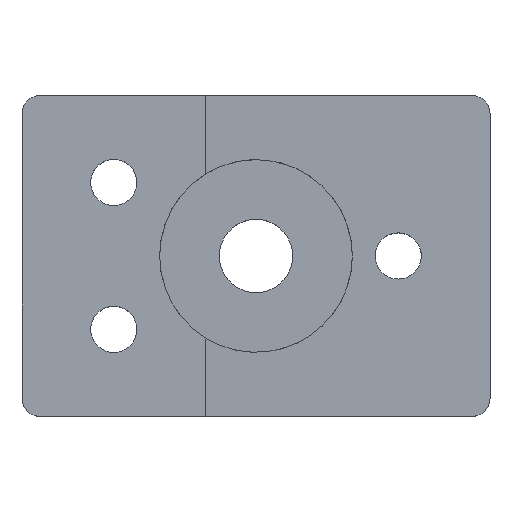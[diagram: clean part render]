
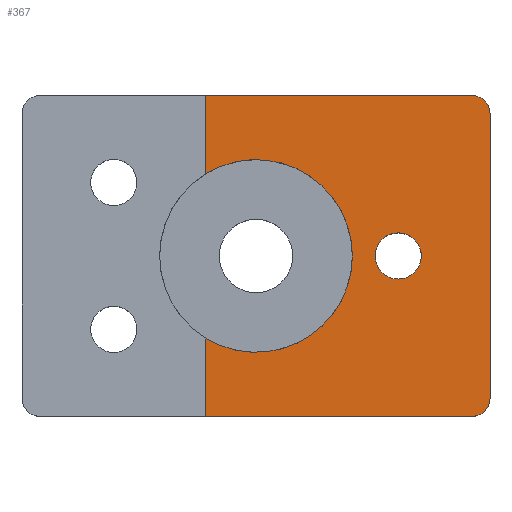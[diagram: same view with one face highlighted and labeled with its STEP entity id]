
A CAD part, top view. The second image highlights one B-rep face of the part: STEP entity #367.
In plain terms, the highlighted planar face has unit normal (0, 0, 1).
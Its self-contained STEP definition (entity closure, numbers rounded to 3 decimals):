
#18=FACE_BOUND('',#66,.T.);
#27=PLANE('',#414);
#43=FACE_OUTER_BOUND('',#65,.T.);
#65=EDGE_LOOP('',(#296,#297,#298,#299,#300,#301,#302,#303,#304));
#66=EDGE_LOOP('',(#305));
#92=LINE('',#588,#123);
#99=LINE('',#612,#130);
#100=LINE('',#614,#131);
#101=LINE('',#618,#132);
#102=LINE('',#620,#133);
#123=VECTOR('',#476,10.);
#130=VECTOR('',#501,10.);
#131=VECTOR('',#502,10.);
#132=VECTOR('',#505,10.);
#133=VECTOR('',#508,10.);
#150=CIRCLE('',#407,10.5);
#151=CIRCLE('',#408,10.5);
#155=CIRCLE('',#415,2.);
#156=CIRCLE('',#416,2.);
#157=CIRCLE('',#417,2.518);
#177=VERTEX_POINT('',#585);
#178=VERTEX_POINT('',#587);
#180=VERTEX_POINT('',#593);
#181=VERTEX_POINT('',#594);
#182=VERTEX_POINT('',#597);
#186=VERTEX_POINT('',#611);
#187=VERTEX_POINT('',#613);
#188=VERTEX_POINT('',#615);
#189=VERTEX_POINT('',#617);
#190=VERTEX_POINT('',#621);
#217=EDGE_CURVE('',#178,#177,#92,.T.);
#220=EDGE_CURVE('',#180,#181,#150,.T.);
#223=EDGE_CURVE('',#181,#182,#151,.T.);
#229=EDGE_CURVE('',#186,#182,#99,.T.);
#230=EDGE_CURVE('',#186,#187,#100,.T.);
#231=EDGE_CURVE('',#188,#187,#155,.T.);
#232=EDGE_CURVE('',#189,#188,#101,.T.);
#233=EDGE_CURVE('',#178,#189,#156,.T.);
#234=EDGE_CURVE('',#180,#177,#102,.T.);
#235=EDGE_CURVE('',#190,#190,#157,.F.);
#296=ORIENTED_EDGE('',*,*,#220,.T.);
#297=ORIENTED_EDGE('',*,*,#223,.T.);
#298=ORIENTED_EDGE('',*,*,#229,.F.);
#299=ORIENTED_EDGE('',*,*,#230,.T.);
#300=ORIENTED_EDGE('',*,*,#231,.F.);
#301=ORIENTED_EDGE('',*,*,#232,.F.);
#302=ORIENTED_EDGE('',*,*,#233,.F.);
#303=ORIENTED_EDGE('',*,*,#217,.T.);
#304=ORIENTED_EDGE('',*,*,#234,.F.);
#305=ORIENTED_EDGE('',*,*,#235,.T.);
#367=ADVANCED_FACE('',(#43,#18),#27,.F.);
#407=AXIS2_PLACEMENT_3D('',#595,#481,#482);
#408=AXIS2_PLACEMENT_3D('',#599,#485,#486);
#414=AXIS2_PLACEMENT_3D('',#610,#499,#500);
#415=AXIS2_PLACEMENT_3D('',#616,#503,#504);
#416=AXIS2_PLACEMENT_3D('',#619,#506,#507);
#417=AXIS2_PLACEMENT_3D('',#622,#509,#510);
#476=DIRECTION('',(-1.,0.,0.));
#481=DIRECTION('center_axis',(0.,0.,-1.));
#482=DIRECTION('ref_axis',(-1.,0.,0.));
#485=DIRECTION('center_axis',(0.,0.,-1.));
#486=DIRECTION('ref_axis',(-1.,0.,0.));
#499=DIRECTION('center_axis',(0.,0.,-1.));
#500=DIRECTION('ref_axis',(-1.,0.,0.));
#501=DIRECTION('',(0.,1.,0.));
#502=DIRECTION('',(1.,0.,0.));
#503=DIRECTION('center_axis',(0.,0.,-1.));
#504=DIRECTION('ref_axis',(0.707,-0.707,0.));
#505=DIRECTION('',(0.,-1.,0.));
#506=DIRECTION('center_axis',(0.,0.,-1.));
#507=DIRECTION('ref_axis',(0.707,0.707,0.));
#508=DIRECTION('',(0.,1.,0.));
#509=DIRECTION('center_axis',(0.,0.,1.));
#510=DIRECTION('ref_axis',(1.,0.,0.));
#585=CARTESIAN_POINT('',(-5.5,17.5,7.4));
#587=CARTESIAN_POINT('',(23.5,17.5,7.4));
#588=CARTESIAN_POINT('',(5.5,17.5,7.4));
#593=CARTESIAN_POINT('',(-5.5,8.944,7.4));
#594=CARTESIAN_POINT('',(10.5,0.,7.4));
#595=CARTESIAN_POINT('Origin',(0.,0.,7.4));
#597=CARTESIAN_POINT('',(-5.5,-8.944,7.4));
#599=CARTESIAN_POINT('Origin',(0.,0.,7.4));
#610=CARTESIAN_POINT('Origin',(0.,0.,7.4));
#611=CARTESIAN_POINT('',(-5.5,-17.5,7.4));
#612=CARTESIAN_POINT('',(-5.5,-15.,7.4));
#613=CARTESIAN_POINT('',(23.5,-17.5,7.4));
#614=CARTESIAN_POINT('',(5.5,-17.5,7.4));
#615=CARTESIAN_POINT('',(25.5,-15.5,7.4));
#616=CARTESIAN_POINT('Origin',(23.5,-15.5,7.4));
#617=CARTESIAN_POINT('',(25.5,15.5,7.4));
#618=CARTESIAN_POINT('',(25.5,-6.25,7.4));
#619=CARTESIAN_POINT('Origin',(23.5,15.5,7.4));
#620=CARTESIAN_POINT('',(-5.5,-15.,7.4));
#621=CARTESIAN_POINT('',(12.983,0.,7.4));
#622=CARTESIAN_POINT('Origin',(15.5,0.,7.4));
